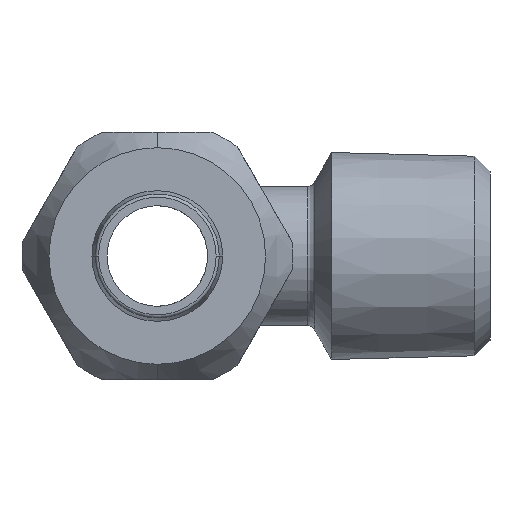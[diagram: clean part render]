
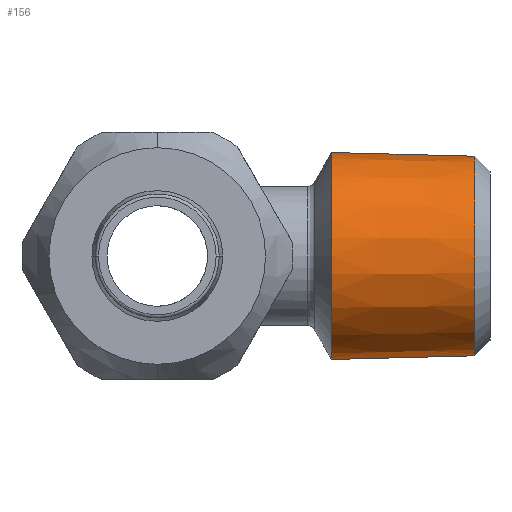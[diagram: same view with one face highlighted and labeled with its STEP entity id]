
A CAD part, left-side view. The second image highlights one B-rep face of the part: STEP entity #156.
In plain terms, the highlighted conical face has half-angle 1.47 degrees and reference radius 6.707 mm.
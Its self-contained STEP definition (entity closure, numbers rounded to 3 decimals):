
#64 = ORIENTED_EDGE ( 'NONE', *, *, #162, .F. ) ;
#66 = ORIENTED_EDGE ( 'NONE', *, *, #326, .T. ) ;
#86 = ORIENTED_EDGE ( 'NONE', *, *, #319, .F. ) ;
#87 = ORIENTED_EDGE ( 'NONE', *, *, #430, .T. ) ;
#156 = ADVANCED_FACE ( 'NONE', ( #1516 ), #543, .T. ) ;
#162 = EDGE_CURVE ( 'NONE', #773, #650, #501, .T. ) ;
#319 = EDGE_CURVE ( 'NONE', #650, #670, #1638, .T. ) ;
#326 = EDGE_CURVE ( 'NONE', #773, #740, #1643, .T. ) ;
#430 = EDGE_CURVE ( 'NONE', #740, #670, #1975, .T. ) ;
#497 = AXIS2_PLACEMENT_3D ( 'NONE', #1071, #1072, #1070 ) ;
#501 = CIRCLE ( 'NONE', #535, 6.45 ) ;
#535 = AXIS2_PLACEMENT_3D ( 'NONE', #1080, #1081, #1082 ) ;
#543 = CONICAL_SURFACE ( 'NONE', #497, 6.707, 0.026 ) ;
#650 = VERTEX_POINT ( 'NONE', #3340 ) ;
#670 = VERTEX_POINT ( 'NONE', #3351 ) ;
#740 = VERTEX_POINT ( 'NONE', #3398 ) ;
#773 = VERTEX_POINT ( 'NONE', #3418 ) ;
#896 = EDGE_LOOP ( 'NONE', ( #86, #64, #66, #87 ) ) ;
#1070 = DIRECTION ( 'NONE',  ( 0., 0., 1. ) ) ;
#1071 = CARTESIAN_POINT ( 'NONE',  ( 0., -10.5, 0. ) ) ;
#1072 = DIRECTION ( 'NONE',  ( 0., 1., 0. ) ) ;
#1080 = CARTESIAN_POINT ( 'NONE',  ( 0., -20.5, 0. ) ) ;
#1081 = DIRECTION ( 'NONE',  ( 0., -1., 0. ) ) ;
#1082 = DIRECTION ( 'NONE',  ( 0., 0., -1. ) ) ;
#1516 = FACE_OUTER_BOUND ( 'NONE', #896, .T. ) ;
#1638 = LINE ( 'NONE', #2642, #1859 ) ;
#1643 = LINE ( 'NONE', #2658, #1791 ) ;
#1791 = VECTOR ( 'NONE', #2659, 1000. ) ;
#1859 = VECTOR ( 'NONE', #2643, 1000. ) ;
#1975 = CIRCLE ( 'NONE', #1986, 6.687 ) ;
#1986 = AXIS2_PLACEMENT_3D ( 'NONE', #2954, #2955, #2956 ) ;
#2642 = CARTESIAN_POINT ( 'NONE',  ( 0., -10.5, -6.707 ) ) ;
#2643 = DIRECTION ( 'NONE',  ( 0., 1., -0.026 ) ) ;
#2658 = CARTESIAN_POINT ( 'NONE',  ( 0., -10.5, 6.707 ) ) ;
#2659 = DIRECTION ( 'NONE',  ( 0., 1., 0.026 ) ) ;
#2954 = CARTESIAN_POINT ( 'NONE',  ( 0., -11.263, 0. ) ) ;
#2955 = DIRECTION ( 'NONE',  ( 0., -1., 0. ) ) ;
#2956 = DIRECTION ( 'NONE',  ( 0., 0., 1. ) ) ;
#3340 = CARTESIAN_POINT ( 'NONE',  ( 0., -20.5, -6.45 ) ) ;
#3351 = CARTESIAN_POINT ( 'NONE',  ( 0., -11.263, -6.687 ) ) ;
#3398 = CARTESIAN_POINT ( 'NONE',  ( 0., -11.263, 6.687 ) ) ;
#3418 = CARTESIAN_POINT ( 'NONE',  ( 0., -20.5, 6.45 ) ) ;
